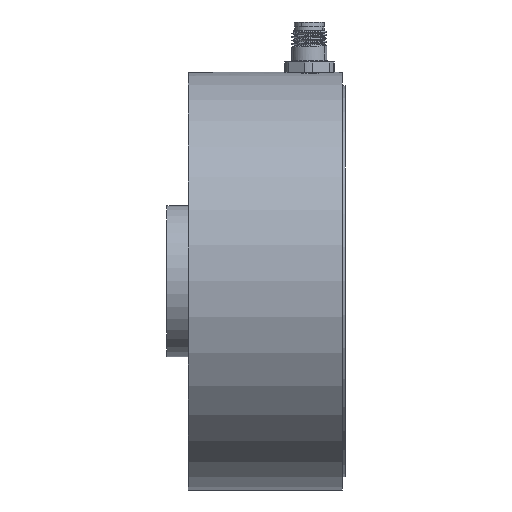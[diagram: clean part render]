
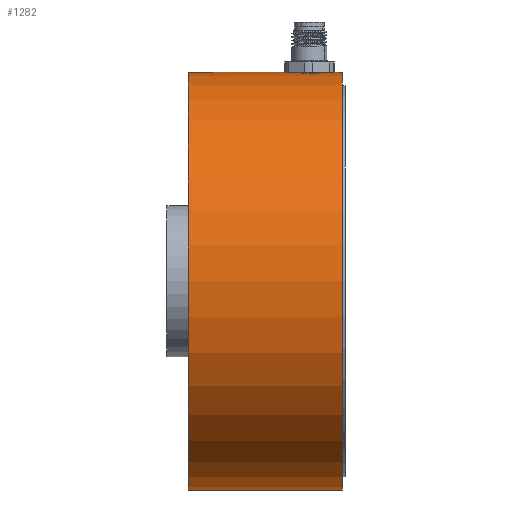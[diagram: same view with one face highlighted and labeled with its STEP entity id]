
A CAD part, left-side view. The second image highlights one B-rep face of the part: STEP entity #1282.
In plain terms, the highlighted cylindrical face has radius 29.782 mm (diameter 59.563 mm), a partial arc.
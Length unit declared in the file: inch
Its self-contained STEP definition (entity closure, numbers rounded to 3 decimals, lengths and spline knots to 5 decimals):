
#53 = CARTESIAN_POINT ( 'NONE',  ( -0.07196, 0.29384, 1.17031 ) ) ;
#117 = B_SPLINE_CURVE_WITH_KNOTS ( 'NONE', 3,
 ( #2754, #2693, #11394, #10533, #2636, #6243, #6307, #9796, #5134, #8661, #4265, #3678, #2870, #8143, #4003, #9321, #8367, #5420 ),
 .UNSPECIFIED., .F., .F.,
 ( 4, 2, 2, 2, 2, 2, 2, 2, 4 ),
 ( 0.00469, 0.00528, 0.00586, 0.00645, 0.00703, 0.00762, 0.0082, 0.00879, 0.00938 ),
 .UNSPECIFIED. ) ;
#190 = ORIENTED_EDGE ( 'NONE', *, *, #5071, .T. ) ;
#297 = ORIENTED_EDGE ( 'NONE', *, *, #1554, .F. ) ;
#442 = CARTESIAN_POINT ( 'NONE',  ( 0., 0.88, 0. ) ) ;
#501 = DIRECTION ( 'NONE',  ( 0., -1., 0. ) ) ;
#968 = ORIENTED_EDGE ( 'NONE', *, *, #1956, .T. ) ;
#1009 = LINE ( 'NONE', #8248, #2284 ) ;
#1206 = CARTESIAN_POINT ( 'NONE',  ( -0.11196, 0.23805, 1.16715 ) ) ;
#1251 = AXIS2_PLACEMENT_3D ( 'NONE', #6822, #10352, #8547 ) ;
#1282 = ADVANCED_FACE ( 'NONE', ( #2716 ), #7180, .T. ) ;
#1554 = EDGE_CURVE ( 'NONE', #10087, #9281, #10301, .T. ) ;
#1795 = ORIENTED_EDGE ( 'NONE', *, *, #2980, .F. ) ;
#1822 = CARTESIAN_POINT ( 'NONE',  ( 0., 0., 1.1725 ) ) ;
#1840 = VERTEX_POINT ( 'NONE', #4523 ) ;
#1956 = EDGE_CURVE ( 'NONE', #6545, #9281, #1009, .T. ) ;
#1998 = ORIENTED_EDGE ( 'NONE', *, *, #4520, .T. ) ;
#2207 = DIRECTION ( 'NONE',  ( 0., 0., -1. ) ) ;
#2284 = VECTOR ( 'NONE', #11093, 39.37008 ) ;
#2327 = CARTESIAN_POINT ( 'NONE',  ( -0.05235, 0.30603, 1.17135 ) ) ;
#2549 = CARTESIAN_POINT ( 'NONE',  ( 0., 0.88, -1.1725 ) ) ;
#2593 = CARTESIAN_POINT ( 'NONE',  ( 0., 0.015, 1.1725 ) ) ;
#2636 = CARTESIAN_POINT ( 'NONE',  ( -0.03801, 0.08802, 1.17191 ) ) ;
#2642 = EDGE_LOOP ( 'NONE', ( #1795, #1998, #968, #297, #7558, #10101, #190 ) ) ;
#2693 = CARTESIAN_POINT ( 'NONE',  ( -0.0077, 0.082, 1.1725 ) ) ;
#2716 = FACE_OUTER_BOUND ( 'NONE', #2642, .T. ) ;
#2754 = CARTESIAN_POINT ( 'NONE',  ( 0., 0.082, 1.1725 ) ) ;
#2820 = CARTESIAN_POINT ( 'NONE',  ( -0.10608, 0.25226, 1.1677 ) ) ;
#2870 = CARTESIAN_POINT ( 'NONE',  ( -0.10606, 0.1477, 1.1677 ) ) ;
#2917 = VECTOR ( 'NONE', #7813, 39.37008 ) ;
#2929 = CARTESIAN_POINT ( 'NONE',  ( -0.118, 0.2, 1.16655 ) ) ;
#2980 = EDGE_CURVE ( 'NONE', #3292, #1840, #9760, .T. ) ;
#3127 = VERTEX_POINT ( 'NONE', #5449 ) ;
#3292 = VERTEX_POINT ( 'NONE', #5898 ) ;
#3678 = CARTESIAN_POINT ( 'NONE',  ( -0.10237, 0.1408, 1.16803 ) ) ;
#3857 = CARTESIAN_POINT ( 'NONE',  ( -0.07802, 0.28886, 1.16991 ) ) ;
#3910 = CARTESIAN_POINT ( 'NONE',  ( -0.0078, 0.318, 1.1725 ) ) ;
#4003 = CARTESIAN_POINT ( 'NONE',  ( -0.11421, 0.16935, 1.16693 ) ) ;
#4020 = CARTESIAN_POINT ( 'NONE',  ( -0.05913, 0.30241, 1.17103 ) ) ;
#4135 = CARTESIAN_POINT ( 'NONE',  ( 0., 0.318, 1.1725 ) ) ;
#4265 = CARTESIAN_POINT ( 'NONE',  ( -0.09382, 0.12803, 1.16875 ) ) ;
#4380 = B_SPLINE_CURVE_WITH_KNOTS ( 'NONE', 3,
 ( #2929, #9970, #5596, #4721, #1206, #2820, #9850, #10661, #8270, #3857, #53, #4020, #2327, #9287, #7549, #5936, #3910, #4135 ),
 .UNSPECIFIED., .F., .F.,
 ( 4, 2, 2, 2, 2, 2, 2, 2, 4 ),
 ( 0.00938, 0.00996, 0.01055, 0.01114, 0.01172, 0.01231, 0.01289, 0.01348, 0.01407 ),
 .UNSPECIFIED. ) ;
#4520 = EDGE_CURVE ( 'NONE', #3292, #6545, #5955, .T. ) ;
#4523 = CARTESIAN_POINT ( 'NONE',  ( 0., 0.318, 1.1725 ) ) ;
#4617 = AXIS2_PLACEMENT_3D ( 'NONE', #4659, #4710, #2207 ) ;
#4659 = CARTESIAN_POINT ( 'NONE',  ( 0., 0.015, 0. ) ) ;
#4710 = DIRECTION ( 'NONE',  ( 0., -1., 0. ) ) ;
#4721 = CARTESIAN_POINT ( 'NONE',  ( -0.11423, 0.2306, 1.16692 ) ) ;
#5071 = EDGE_CURVE ( 'NONE', #3127, #1840, #4380, .T. ) ;
#5134 = CARTESIAN_POINT ( 'NONE',  ( -0.07793, 0.11106, 1.16992 ) ) ;
#5230 = VERTEX_POINT ( 'NONE', #5411 ) ;
#5391 = DIRECTION ( 'NONE',  ( 0., -1., 0. ) ) ;
#5411 = CARTESIAN_POINT ( 'NONE',  ( 0., 0.082, 1.1725 ) ) ;
#5420 = CARTESIAN_POINT ( 'NONE',  ( -0.118, 0.2, 1.16655 ) ) ;
#5449 = CARTESIAN_POINT ( 'NONE',  ( -0.118, 0.2, 1.16655 ) ) ;
#5596 = CARTESIAN_POINT ( 'NONE',  ( -0.11725, 0.21537, 1.16662 ) ) ;
#5755 = VECTOR ( 'NONE', #5391, 39.37008 ) ;
#5794 = EDGE_CURVE ( 'NONE', #5230, #10087, #9534, .T. ) ;
#5898 = CARTESIAN_POINT ( 'NONE',  ( 0., 0.88, 1.1725 ) ) ;
#5936 = CARTESIAN_POINT ( 'NONE',  ( -0.01547, 0.31723, 1.17242 ) ) ;
#5955 = CIRCLE ( 'NONE', #7608, 1.1725 ) ;
#6243 = CARTESIAN_POINT ( 'NONE',  ( -0.0523, 0.09394, 1.17135 ) ) ;
#6307 = CARTESIAN_POINT ( 'NONE',  ( -0.0592, 0.09764, 1.17102 ) ) ;
#6545 = VERTEX_POINT ( 'NONE', #2549 ) ;
#6822 = CARTESIAN_POINT ( 'NONE',  ( 0., 0., 0. ) ) ;
#7180 = CYLINDRICAL_SURFACE ( 'NONE', #1251, 1.1725 ) ;
#7549 = CARTESIAN_POINT ( 'NONE',  ( -0.03056, 0.31423, 1.17213 ) ) ;
#7558 = ORIENTED_EDGE ( 'NONE', *, *, #5794, .F. ) ;
#7608 = AXIS2_PLACEMENT_3D ( 'NONE', #442, #501, #10172 ) ;
#7813 = DIRECTION ( 'NONE',  ( 0., -1., 0. ) ) ;
#7866 = CARTESIAN_POINT ( 'NONE',  ( 0., 0., 1.1725 ) ) ;
#8143 = CARTESIAN_POINT ( 'NONE',  ( -0.11198, 0.16199, 1.16714 ) ) ;
#8248 = CARTESIAN_POINT ( 'NONE',  ( 0., 0., -1.1725 ) ) ;
#8270 = CARTESIAN_POINT ( 'NONE',  ( -0.0889, 0.27797, 1.16914 ) ) ;
#8367 = CARTESIAN_POINT ( 'NONE',  ( -0.118, 0.1923, 1.16655 ) ) ;
#8547 = DIRECTION ( 'NONE',  ( 0., 0., -1. ) ) ;
#8661 = CARTESIAN_POINT ( 'NONE',  ( -0.08895, 0.12207, 1.16913 ) ) ;
#8848 = CARTESIAN_POINT ( 'NONE',  ( 0., 0.015, -1.1725 ) ) ;
#9281 = VERTEX_POINT ( 'NONE', #8848 ) ;
#9287 = CARTESIAN_POINT ( 'NONE',  ( -0.03806, 0.31196, 1.1719 ) ) ;
#9321 = CARTESIAN_POINT ( 'NONE',  ( -0.11723, 0.18447, 1.16663 ) ) ;
#9534 = LINE ( 'NONE', #7866, #2917 ) ;
#9574 = EDGE_CURVE ( 'NONE', #5230, #3127, #117, .T. ) ;
#9760 = LINE ( 'NONE', #1822, #5755 ) ;
#9796 = CARTESIAN_POINT ( 'NONE',  ( -0.07198, 0.10618, 1.17031 ) ) ;
#9850 = CARTESIAN_POINT ( 'NONE',  ( -0.10241, 0.25912, 1.16803 ) ) ;
#9970 = CARTESIAN_POINT ( 'NONE',  ( -0.118, 0.20771, 1.16655 ) ) ;
#10087 = VERTEX_POINT ( 'NONE', #2593 ) ;
#10101 = ORIENTED_EDGE ( 'NONE', *, *, #9574, .T. ) ;
#10172 = DIRECTION ( 'NONE',  ( 0., 0., -1. ) ) ;
#10301 = CIRCLE ( 'NONE', #4617, 1.1725 ) ;
#10352 = DIRECTION ( 'NONE',  ( 0., -1., 0. ) ) ;
#10533 = CARTESIAN_POINT ( 'NONE',  ( -0.03066, 0.08579, 1.17212 ) ) ;
#10661 = CARTESIAN_POINT ( 'NONE',  ( -0.09379, 0.27203, 1.16875 ) ) ;
#11093 = DIRECTION ( 'NONE',  ( 0., -1., 0. ) ) ;
#11394 = CARTESIAN_POINT ( 'NONE',  ( -0.01552, 0.08277, 1.17242 ) ) ;
